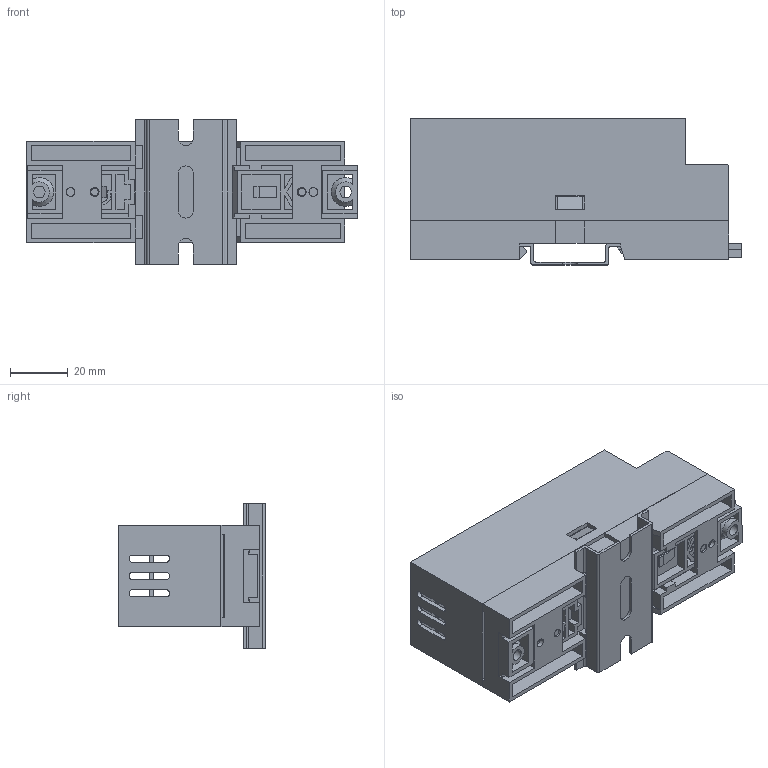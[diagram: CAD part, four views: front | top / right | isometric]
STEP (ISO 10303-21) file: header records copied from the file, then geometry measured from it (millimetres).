
FILE_DESCRIPTION (( 'STEP AP214' ), '1' );
FILE_NAME ('CEBV-35-02.STEP', '2023-05-09T12:18:36', ( '' ), ( '' ), 'SwSTEP 2.0', 'SolidWorks 2017', '' );
FILE_SCHEMA (( 'AUTOMOTIVE_DESIGN' ));
Length unit declared in the file: millimetre
Products named in the file (11): Base PCB-MDP-35-01; CESP-35; Screw-smallest; Clip-Small; Clip-Big; TopCover CEBC-35; CEBV-35-02; Screw-small; Euro fixed Terminal-3Way; Base plate - MDB-35 - New; Rail-50
Assembly tree (15 placements, depth 2):
  CEBV-35-02
    Base plate - MDB-35 - New
    Clip-Small
    Clip-Big
    Base PCB-MDP-35-01
    Rail-50
    Euro fixed Terminal-3Way  x2
    Screw-small  x2
    CESP-35
    Screw-smallest  x4
    TopCover CEBC-35
Bounding box: 114.3 x 50.55 x 50 mm (x, y, z)
Volume: 49520.5 mm3; surface area: 68852.1 mm2
Topology: 15 solids, 15 shells, 806 faces, 2174 edges, 1420 vertices
Faces by surface type: plane 547, cylinder 181, cone 40, torus 22, bspline 16
Entity records: 20938 total; most frequent: CARTESIAN_POINT 3841, ORIENTED_EDGE 3508, DIRECTION 3340, EDGE_CURVE 1754, LINE 1352, VECTOR 1352, VERTEX_POINT 1153, AXIS2_PLACEMENT_3D 994
